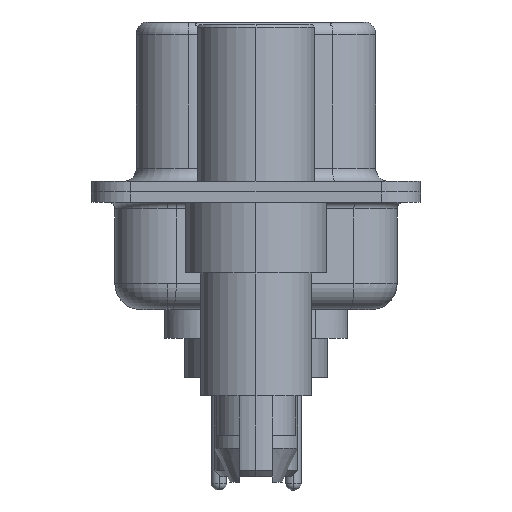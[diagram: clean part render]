
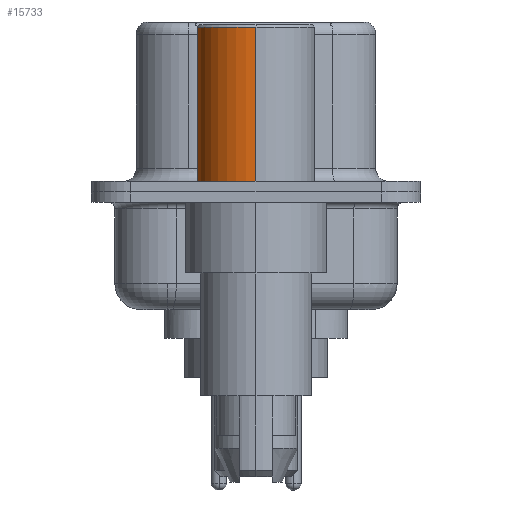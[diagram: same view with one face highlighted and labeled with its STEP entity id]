
A CAD part, left-side view. The second image highlights one B-rep face of the part: STEP entity #15733.
In plain terms, the highlighted cylindrical face has radius 2.25 mm (diameter 4.5 mm), a partial arc.
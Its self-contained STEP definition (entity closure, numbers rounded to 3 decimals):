
#10 = VECTOR ( 'NONE', #12623, 1000. ) ;
#788 = DIRECTION ( 'NONE',  ( 1., 0., 0. ) ) ;
#943 = CARTESIAN_POINT ( 'NONE',  ( 0., 0., 0.4 ) ) ;
#1712 = EDGE_CURVE ( 'NONE', #20979, #19178, #7241, .T. ) ;
#1932 = CIRCLE ( 'NONE', #11807, 2.25 ) ;
#2948 = VERTEX_POINT ( 'NONE', #3814 ) ;
#3101 = LINE ( 'NONE', #16734, #11589 ) ;
#3814 = CARTESIAN_POINT ( 'NONE',  ( -2.25, 0., 6.3 ) ) ;
#4229 = VERTEX_POINT ( 'NONE', #8350 ) ;
#4811 = DIRECTION ( 'NONE',  ( 0., 0., 1. ) ) ;
#5009 = DIRECTION ( 'NONE',  ( 1., 0., 0. ) ) ;
#5391 = FACE_OUTER_BOUND ( 'NONE', #10021, .T. ) ;
#5957 = CARTESIAN_POINT ( 'NONE',  ( 2.25, 0., 0.581 ) ) ;
#6076 = CARTESIAN_POINT ( 'NONE',  ( 0., 0., 0.581 ) ) ;
#6731 = AXIS2_PLACEMENT_3D ( 'NONE', #943, #4811, #5009 ) ;
#7241 = CIRCLE ( 'NONE', #6731, 2.25 ) ;
#7686 = DIRECTION ( 'NONE',  ( 0., 0., 1. ) ) ;
#8350 = CARTESIAN_POINT ( 'NONE',  ( 2.25, 0., 6.3 ) ) ;
#9365 = CYLINDRICAL_SURFACE ( 'NONE', #20824, 2.25 ) ;
#10021 = EDGE_LOOP ( 'NONE', ( #18345, #12042, #14057, #14749 ) ) ;
#10933 = DIRECTION ( 'NONE',  ( 0., 0., 1. ) ) ;
#11370 = EDGE_CURVE ( 'NONE', #19178, #2948, #3101, .T. ) ;
#11589 = VECTOR ( 'NONE', #11690, 1000. ) ;
#11690 = DIRECTION ( 'NONE',  ( 0., 0., 1. ) ) ;
#11807 = AXIS2_PLACEMENT_3D ( 'NONE', #20980, #10933, #788 ) ;
#12042 = ORIENTED_EDGE ( 'NONE', *, *, #11370, .T. ) ;
#12182 = CARTESIAN_POINT ( 'NONE',  ( -2.25, 0., 0.4 ) ) ;
#12623 = DIRECTION ( 'NONE',  ( 0., 0., 1. ) ) ;
#13455 = LINE ( 'NONE', #5957, #10 ) ;
#14057 = ORIENTED_EDGE ( 'NONE', *, *, #15664, .F. ) ;
#14392 = DIRECTION ( 'NONE',  ( 1., 0., 0. ) ) ;
#14749 = ORIENTED_EDGE ( 'NONE', *, *, #17578, .F. ) ;
#15664 = EDGE_CURVE ( 'NONE', #4229, #2948, #1932, .T. ) ;
#15733 = ADVANCED_FACE ( 'NONE', ( #5391 ), #9365, .T. ) ;
#16734 = CARTESIAN_POINT ( 'NONE',  ( -2.25, 0., 0.581 ) ) ;
#17578 = EDGE_CURVE ( 'NONE', #20979, #4229, #13455, .T. ) ;
#18345 = ORIENTED_EDGE ( 'NONE', *, *, #1712, .T. ) ;
#19178 = VERTEX_POINT ( 'NONE', #12182 ) ;
#20824 = AXIS2_PLACEMENT_3D ( 'NONE', #6076, #7686, #14392 ) ;
#20979 = VERTEX_POINT ( 'NONE', #21351 ) ;
#20980 = CARTESIAN_POINT ( 'NONE',  ( 0., 0., 6.3 ) ) ;
#21351 = CARTESIAN_POINT ( 'NONE',  ( 2.25, 0., 0.4 ) ) ;
